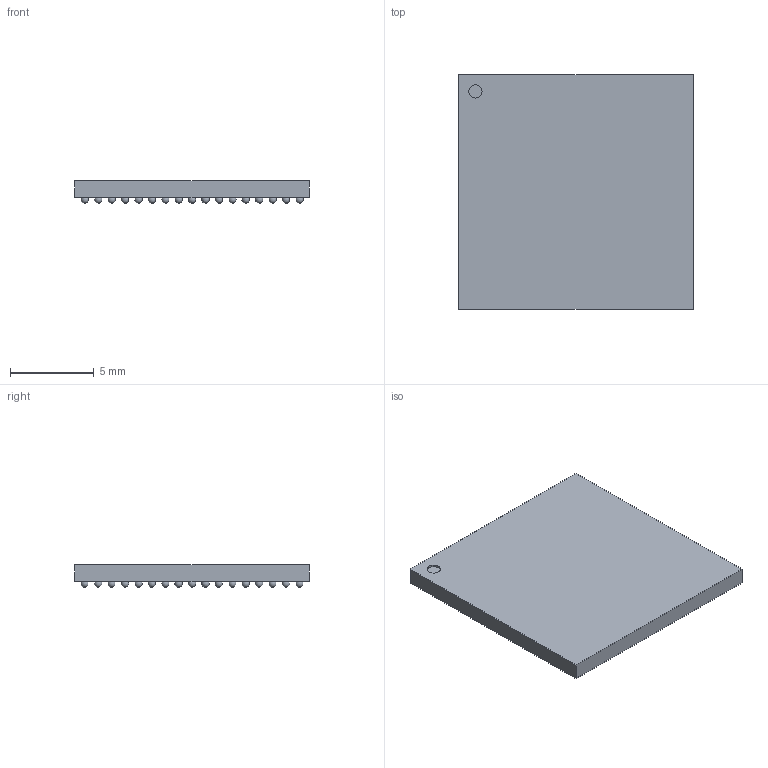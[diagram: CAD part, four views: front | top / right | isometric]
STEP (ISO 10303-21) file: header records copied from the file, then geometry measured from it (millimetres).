
FILE_DESCRIPTION(('FreeCAD Model'),'2;1');
FILE_NAME('mapbga289.step', '2018-02-10T19:50:50',('Author'),(''), 'Open CASCADE STEP processor 6.8','FreeCAD','Unknown');
FILE_SCHEMA(('AUTOMOTIVE_DESIGN_CC2 { 1 2 10303 214 -1 1 5 4 }'));
Length unit declared in the file: millimetre
Products named in the file (2): ASSEMBLY; Body_Compound
Assembly tree (1 placements, depth 2):
  ASSEMBLY
    Body_Compound
Bounding box: 14 x 14 x 1.35 mm (x, y, z)
Volume: 209.7 mm3; surface area: 632.1 mm2
Topology: 290 solids, 290 shells, 297 faces, 882 edges, 588 vertices
Faces by surface type: sphere 289, plane 7, cylinder 1
Full cylindrical faces by diameter (mm): 0.8 x1
Entity records: 5974 total; most frequent: DIRECTION 645, CARTESIAN_POINT 643, AXIS2_PLACEMENT_3D 301, VERTEX_POINT 299, FACE_BOUND 298, ADVANCED_FACE 297, STYLED_ITEM 297, PRESENTATION_STYLE_ASSIGNMENT 297
